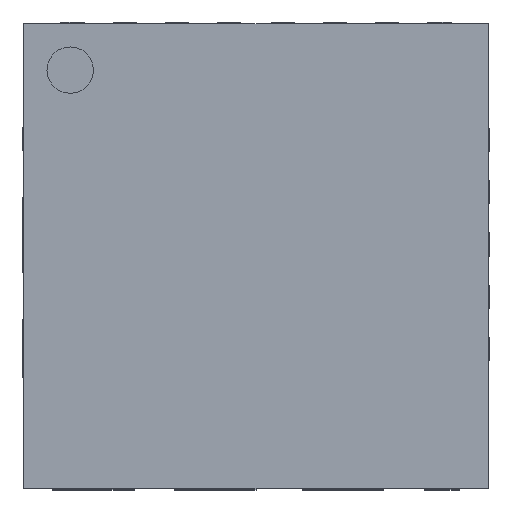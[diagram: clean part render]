
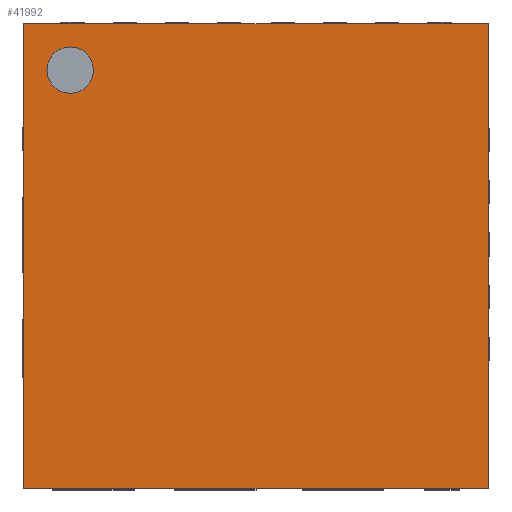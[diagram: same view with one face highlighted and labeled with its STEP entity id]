
A CAD part, top view. The second image highlights one B-rep face of the part: STEP entity #41992.
In plain terms, the highlighted planar face has unit normal (0, 0, 1).
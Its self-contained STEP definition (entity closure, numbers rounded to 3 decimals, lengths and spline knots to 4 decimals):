
#22=FACE_BOUND('',#3577,.T.);
#46=FACE_OUTER_BOUND('',#3576,.T.);
#3576=EDGE_LOOP('',(#26225,#26226,#26227,#26228));
#3577=EDGE_LOOP('',(#26229,#26230,#26231,#26232,#26233,#26234,#26235,#26236,
#26237,#26238,#26239,#26240,#26241,#26242,#26243,#26244,#26245,#26246,#26247,
#26248,#26249,#26250,#26251,#26252));
#7171=LINE('',#62113,#12984);
#7172=LINE('',#62115,#12985);
#7173=LINE('',#62117,#12986);
#7174=LINE('',#62118,#12987);
#7175=LINE('',#62121,#12988);
#7176=LINE('',#62123,#12989);
#7177=LINE('',#62125,#12990);
#7178=LINE('',#62127,#12991);
#7179=LINE('',#62129,#12992);
#7180=LINE('',#62131,#12993);
#7181=LINE('',#62133,#12994);
#7182=LINE('',#62135,#12995);
#7183=LINE('',#62137,#12996);
#7184=LINE('',#62139,#12997);
#7185=LINE('',#62141,#12998);
#7186=LINE('',#62143,#12999);
#7187=LINE('',#62145,#13000);
#7188=LINE('',#62147,#13001);
#7189=LINE('',#62149,#13002);
#7190=LINE('',#62151,#13003);
#7191=LINE('',#62153,#13004);
#7192=LINE('',#62155,#13005);
#7193=LINE('',#62157,#13006);
#7194=LINE('',#62159,#13007);
#7195=LINE('',#62161,#13008);
#7196=LINE('',#62163,#13009);
#7197=LINE('',#62165,#13010);
#7198=LINE('',#62166,#13011);
#12984=VECTOR('',#49188,10.);
#12985=VECTOR('',#49189,1.);
#12986=VECTOR('',#49190,10.);
#12987=VECTOR('',#49191,1.);
#12988=VECTOR('',#49192,1.);
#12989=VECTOR('',#49193,1.);
#12990=VECTOR('',#49194,1.);
#12991=VECTOR('',#49195,1.);
#12992=VECTOR('',#49196,1.);
#12993=VECTOR('',#49197,1.);
#12994=VECTOR('',#49198,1.);
#12995=VECTOR('',#49199,1.);
#12996=VECTOR('',#49200,1.);
#12997=VECTOR('',#49201,1.);
#12998=VECTOR('',#49202,1.);
#12999=VECTOR('',#49203,1.);
#13000=VECTOR('',#49204,1.);
#13001=VECTOR('',#49205,1.);
#13002=VECTOR('',#49206,1.);
#13003=VECTOR('',#49207,1.);
#13004=VECTOR('',#49208,1.);
#13005=VECTOR('',#49209,1.);
#13006=VECTOR('',#49210,1.);
#13007=VECTOR('',#49211,1.);
#13008=VECTOR('',#49212,1.);
#13009=VECTOR('',#49213,1.);
#13010=VECTOR('',#49214,1.);
#13011=VECTOR('',#49215,1.);
#18783=VERTEX_POINT('',#62111);
#18784=VERTEX_POINT('',#62112);
#18785=VERTEX_POINT('',#62114);
#18786=VERTEX_POINT('',#62116);
#18787=VERTEX_POINT('',#62119);
#18788=VERTEX_POINT('',#62120);
#18789=VERTEX_POINT('',#62122);
#18790=VERTEX_POINT('',#62124);
#18791=VERTEX_POINT('',#62126);
#18792=VERTEX_POINT('',#62128);
#18793=VERTEX_POINT('',#62130);
#18794=VERTEX_POINT('',#62132);
#18795=VERTEX_POINT('',#62134);
#18796=VERTEX_POINT('',#62136);
#18797=VERTEX_POINT('',#62138);
#18798=VERTEX_POINT('',#62140);
#18799=VERTEX_POINT('',#62142);
#18800=VERTEX_POINT('',#62144);
#18801=VERTEX_POINT('',#62146);
#18802=VERTEX_POINT('',#62148);
#18803=VERTEX_POINT('',#62150);
#18804=VERTEX_POINT('',#62152);
#18805=VERTEX_POINT('',#62154);
#18806=VERTEX_POINT('',#62156);
#18807=VERTEX_POINT('',#62158);
#18808=VERTEX_POINT('',#62160);
#18809=VERTEX_POINT('',#62162);
#18810=VERTEX_POINT('',#62164);
#20393=EDGE_CURVE('',#18783,#18784,#7171,.T.);
#20394=EDGE_CURVE('',#18785,#18784,#7172,.T.);
#20395=EDGE_CURVE('',#18786,#18785,#7173,.T.);
#20396=EDGE_CURVE('',#18786,#18783,#7174,.T.);
#20397=EDGE_CURVE('',#18787,#18788,#7175,.T.);
#20398=EDGE_CURVE('',#18789,#18787,#7176,.T.);
#20399=EDGE_CURVE('',#18790,#18789,#7177,.T.);
#20400=EDGE_CURVE('',#18791,#18790,#7178,.T.);
#20401=EDGE_CURVE('',#18792,#18791,#7179,.T.);
#20402=EDGE_CURVE('',#18793,#18792,#7180,.T.);
#20403=EDGE_CURVE('',#18794,#18793,#7181,.T.);
#20404=EDGE_CURVE('',#18795,#18794,#7182,.T.);
#20405=EDGE_CURVE('',#18796,#18795,#7183,.T.);
#20406=EDGE_CURVE('',#18797,#18796,#7184,.T.);
#20407=EDGE_CURVE('',#18798,#18797,#7185,.T.);
#20408=EDGE_CURVE('',#18798,#18799,#7186,.T.);
#20409=EDGE_CURVE('',#18800,#18799,#7187,.T.);
#20410=EDGE_CURVE('',#18801,#18800,#7188,.T.);
#20411=EDGE_CURVE('',#18802,#18801,#7189,.T.);
#20412=EDGE_CURVE('',#18803,#18802,#7190,.T.);
#20413=EDGE_CURVE('',#18804,#18803,#7191,.T.);
#20414=EDGE_CURVE('',#18805,#18804,#7192,.T.);
#20415=EDGE_CURVE('',#18806,#18805,#7193,.T.);
#20416=EDGE_CURVE('',#18807,#18806,#7194,.T.);
#20417=EDGE_CURVE('',#18808,#18807,#7195,.T.);
#20418=EDGE_CURVE('',#18809,#18808,#7196,.T.);
#20419=EDGE_CURVE('',#18810,#18809,#7197,.T.);
#20420=EDGE_CURVE('',#18788,#18810,#7198,.T.);
#26225=ORIENTED_EDGE('',*,*,#20393,.T.);
#26226=ORIENTED_EDGE('',*,*,#20394,.F.);
#26227=ORIENTED_EDGE('',*,*,#20395,.F.);
#26228=ORIENTED_EDGE('',*,*,#20396,.T.);
#26229=ORIENTED_EDGE('',*,*,#20397,.F.);
#26230=ORIENTED_EDGE('',*,*,#20398,.F.);
#26231=ORIENTED_EDGE('',*,*,#20399,.F.);
#26232=ORIENTED_EDGE('',*,*,#20400,.F.);
#26233=ORIENTED_EDGE('',*,*,#20401,.F.);
#26234=ORIENTED_EDGE('',*,*,#20402,.F.);
#26235=ORIENTED_EDGE('',*,*,#20403,.F.);
#26236=ORIENTED_EDGE('',*,*,#20404,.F.);
#26237=ORIENTED_EDGE('',*,*,#20405,.F.);
#26238=ORIENTED_EDGE('',*,*,#20406,.F.);
#26239=ORIENTED_EDGE('',*,*,#20407,.F.);
#26240=ORIENTED_EDGE('',*,*,#20408,.T.);
#26241=ORIENTED_EDGE('',*,*,#20409,.F.);
#26242=ORIENTED_EDGE('',*,*,#20410,.F.);
#26243=ORIENTED_EDGE('',*,*,#20411,.F.);
#26244=ORIENTED_EDGE('',*,*,#20412,.F.);
#26245=ORIENTED_EDGE('',*,*,#20413,.F.);
#26246=ORIENTED_EDGE('',*,*,#20414,.F.);
#26247=ORIENTED_EDGE('',*,*,#20415,.F.);
#26248=ORIENTED_EDGE('',*,*,#20416,.F.);
#26249=ORIENTED_EDGE('',*,*,#20417,.F.);
#26250=ORIENTED_EDGE('',*,*,#20418,.F.);
#26251=ORIENTED_EDGE('',*,*,#20419,.F.);
#26252=ORIENTED_EDGE('',*,*,#20420,.F.);
#37768=PLANE('',#45544);
#41992=ADVANCED_FACE('',(#46,#22),#37768,.T.);
#45544=AXIS2_PLACEMENT_3D('',#62110,#49186,#49187);
#49186=DIRECTION('center_axis',(0.,0.,1.));
#49187=DIRECTION('ref_axis',(1.,0.,0.));
#49188=DIRECTION('',(1.,0.,0.));
#49189=DIRECTION('',(0.,-1.,0.));
#49190=DIRECTION('',(1.,0.,0.));
#49191=DIRECTION('',(0.,-1.,0.));
#49192=DIRECTION('',(-0.383,-0.924,0.));
#49193=DIRECTION('',(-0.609,-0.793,0.));
#49194=DIRECTION('',(-0.793,-0.609,0.));
#49195=DIRECTION('',(-0.924,-0.383,0.));
#49196=DIRECTION('',(-0.991,-0.131,0.));
#49197=DIRECTION('',(-0.991,0.131,0.));
#49198=DIRECTION('',(-0.924,0.383,0.));
#49199=DIRECTION('',(-0.793,0.609,0.));
#49200=DIRECTION('',(-0.609,0.793,0.));
#49201=DIRECTION('',(-0.383,0.924,0.));
#49202=DIRECTION('',(-0.131,0.991,0.));
#49203=DIRECTION('',(-0.131,-0.991,0.));
#49204=DIRECTION('',(0.383,0.924,0.));
#49205=DIRECTION('',(0.609,0.793,0.));
#49206=DIRECTION('',(0.793,0.609,0.));
#49207=DIRECTION('',(0.924,0.383,0.));
#49208=DIRECTION('',(0.991,0.131,0.));
#49209=DIRECTION('',(0.991,-0.131,0.));
#49210=DIRECTION('',(0.924,-0.383,0.));
#49211=DIRECTION('',(0.793,-0.609,0.));
#49212=DIRECTION('',(0.609,-0.793,0.));
#49213=DIRECTION('',(0.383,-0.924,0.));
#49214=DIRECTION('',(0.131,-0.991,0.));
#49215=DIRECTION('',(-0.131,-0.991,0.));
#62110=CARTESIAN_POINT('Origin',(2.,2.,0.675));
#62111=CARTESIAN_POINT('',(-2.,-2.,0.675));
#62112=CARTESIAN_POINT('',(2.,-2.,0.675));
#62113=CARTESIAN_POINT('',(0.8625,-2.,0.675));
#62114=CARTESIAN_POINT('',(2.,2.,0.675));
#62115=CARTESIAN_POINT('',(2.,2.,0.675));
#62116=CARTESIAN_POINT('',(-2.,2.,0.675));
#62117=CARTESIAN_POINT('',(1.065,2.,0.675));
#62118=CARTESIAN_POINT('',(-2.,2.,0.675));
#62119=CARTESIAN_POINT('',(-1.7732,1.7,0.675));
#62120=CARTESIAN_POINT('',(-1.7932,1.6518,0.675));
#62121=CARTESIAN_POINT('',(-1.7732,1.7,0.675));
#62122=CARTESIAN_POINT('',(-1.7414,1.7414,0.675));
#62123=CARTESIAN_POINT('',(-1.7414,1.7414,0.675));
#62124=CARTESIAN_POINT('',(-1.7,1.7732,0.675));
#62125=CARTESIAN_POINT('',(-1.7,1.7732,0.675));
#62126=CARTESIAN_POINT('',(-1.6518,1.7932,0.675));
#62127=CARTESIAN_POINT('',(-1.6518,1.7932,0.675));
#62128=CARTESIAN_POINT('',(-1.6,1.8,0.675));
#62129=CARTESIAN_POINT('',(-1.6,1.8,0.675));
#62130=CARTESIAN_POINT('',(-1.5482,1.7932,0.675));
#62131=CARTESIAN_POINT('',(-1.5482,1.7932,0.675));
#62132=CARTESIAN_POINT('',(-1.5,1.7732,0.675));
#62133=CARTESIAN_POINT('',(-1.5,1.7732,0.675));
#62134=CARTESIAN_POINT('',(-1.4586,1.7414,0.675));
#62135=CARTESIAN_POINT('',(-1.4586,1.7414,0.675));
#62136=CARTESIAN_POINT('',(-1.4268,1.7,0.675));
#62137=CARTESIAN_POINT('',(-1.4268,1.7,0.675));
#62138=CARTESIAN_POINT('',(-1.4068,1.6518,0.675));
#62139=CARTESIAN_POINT('',(-1.4068,1.6518,0.675));
#62140=CARTESIAN_POINT('',(-1.4,1.6,0.675));
#62141=CARTESIAN_POINT('',(-1.4,1.6,0.675));
#62142=CARTESIAN_POINT('',(-1.4068,1.5482,0.675));
#62143=CARTESIAN_POINT('',(-1.4,1.6,0.675));
#62144=CARTESIAN_POINT('',(-1.4268,1.5,0.675));
#62145=CARTESIAN_POINT('',(-1.4268,1.5,0.675));
#62146=CARTESIAN_POINT('',(-1.4586,1.4586,0.675));
#62147=CARTESIAN_POINT('',(-1.4586,1.4586,0.675));
#62148=CARTESIAN_POINT('',(-1.5,1.4268,0.675));
#62149=CARTESIAN_POINT('',(-1.5,1.4268,0.675));
#62150=CARTESIAN_POINT('',(-1.5482,1.4068,0.675));
#62151=CARTESIAN_POINT('',(-1.5482,1.4068,0.675));
#62152=CARTESIAN_POINT('',(-1.6,1.4,0.675));
#62153=CARTESIAN_POINT('',(-1.6,1.4,0.675));
#62154=CARTESIAN_POINT('',(-1.6518,1.4068,0.675));
#62155=CARTESIAN_POINT('',(-1.6518,1.4068,0.675));
#62156=CARTESIAN_POINT('',(-1.7,1.4268,0.675));
#62157=CARTESIAN_POINT('',(-1.7,1.4268,0.675));
#62158=CARTESIAN_POINT('',(-1.7414,1.4586,0.675));
#62159=CARTESIAN_POINT('',(-1.7414,1.4586,0.675));
#62160=CARTESIAN_POINT('',(-1.7732,1.5,0.675));
#62161=CARTESIAN_POINT('',(-1.7732,1.5,0.675));
#62162=CARTESIAN_POINT('',(-1.7932,1.5482,0.675));
#62163=CARTESIAN_POINT('',(-1.7932,1.5482,0.675));
#62164=CARTESIAN_POINT('',(-1.8,1.6,0.675));
#62165=CARTESIAN_POINT('',(-1.8,1.6,0.675));
#62166=CARTESIAN_POINT('',(-1.7932,1.6518,0.675));
